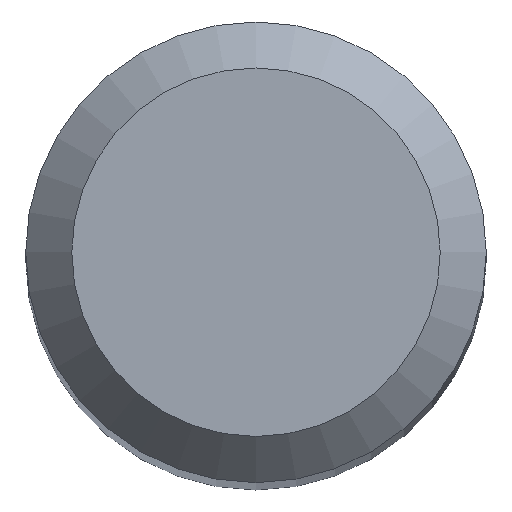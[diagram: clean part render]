
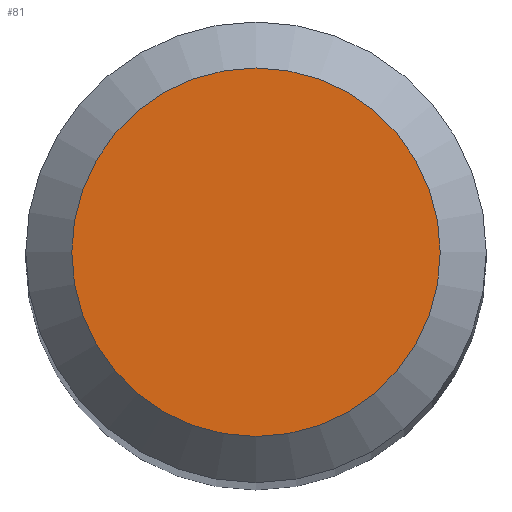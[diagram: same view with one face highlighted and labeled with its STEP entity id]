
A CAD part, top view. The second image highlights one B-rep face of the part: STEP entity #81.
In plain terms, the highlighted planar face has unit normal (0, 0, 1).
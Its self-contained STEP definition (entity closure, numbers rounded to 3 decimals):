
#42 = CARTESIAN_POINT ( 'NONE',  ( 0., 1.2, 38. ) ) ;
#46 = ORIENTED_EDGE ( 'NONE', *, *, #257, .F. ) ;
#47 = EDGE_LOOP ( 'NONE', ( #46 ) ) ;
#51 = DIRECTION ( 'NONE',  ( 0., 0., -1. ) ) ;
#75 = CARTESIAN_POINT ( 'NONE',  ( 0., 0., 38. ) ) ;
#81 = ADVANCED_FACE ( 'NONE', ( #241 ), #132, .F. ) ;
#105 = AXIS2_PLACEMENT_3D ( 'NONE', #129, #51, #213 ) ;
#129 = CARTESIAN_POINT ( 'NONE',  ( 0., 0., 38. ) ) ;
#132 = PLANE ( 'NONE',  #105 ) ;
#140 = CIRCLE ( 'NONE', #171, 1.2 ) ;
#164 = DIRECTION ( 'NONE',  ( 0., 1., 0. ) ) ;
#171 = AXIS2_PLACEMENT_3D ( 'NONE', #75, #182, #164 ) ;
#182 = DIRECTION ( 'NONE',  ( 0., 0., -1. ) ) ;
#213 = DIRECTION ( 'NONE',  ( 0., 1., 0. ) ) ;
#226 = VERTEX_POINT ( 'NONE', #42 ) ;
#241 = FACE_OUTER_BOUND ( 'NONE', #47, .T. ) ;
#257 = EDGE_CURVE ( 'NONE', #226, #226, #140, .T. ) ;
